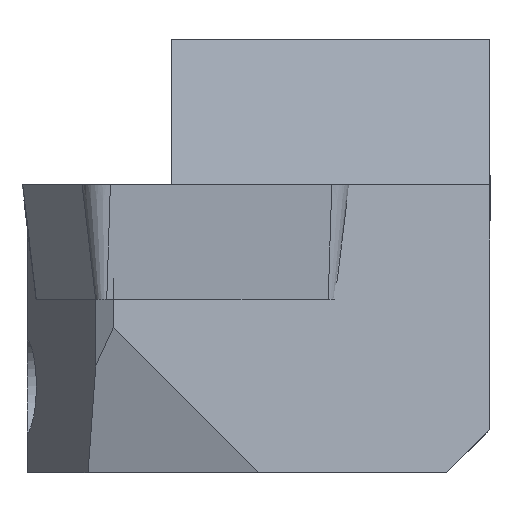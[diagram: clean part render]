
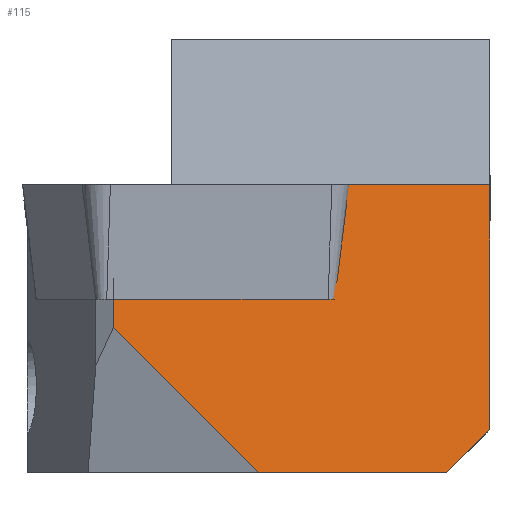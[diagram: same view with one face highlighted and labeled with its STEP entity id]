
A CAD part, left-side view. The second image highlights one B-rep face of the part: STEP entity #115.
In plain terms, the highlighted planar face has unit normal (-0.966, -0.259, 0).
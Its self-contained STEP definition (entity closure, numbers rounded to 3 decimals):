
#115=ADVANCED_FACE('',(#175),#152,.F.);
#152=PLANE('',#710);
#175=FACE_OUTER_BOUND('',#198,.T.);
#198=EDGE_LOOP('',(#272,#273,#274,#275,#276,#277));
#272=ORIENTED_EDGE('',*,*,#511,.T.);
#273=ORIENTED_EDGE('',*,*,#512,.F.);
#274=ORIENTED_EDGE('',*,*,#513,.T.);
#275=ORIENTED_EDGE('',*,*,#514,.T.);
#276=ORIENTED_EDGE('',*,*,#515,.F.);
#277=ORIENTED_EDGE('',*,*,#516,.T.);
#446=VERTEX_POINT('',#1001);
#447=VERTEX_POINT('',#1002);
#448=VERTEX_POINT('',#1004);
#449=VERTEX_POINT('',#1006);
#450=VERTEX_POINT('',#1008);
#451=VERTEX_POINT('',#1010);
#511=EDGE_CURVE('',#446,#447,#599,.T.);
#512=EDGE_CURVE('',#448,#447,#600,.T.);
#513=EDGE_CURVE('',#448,#449,#601,.T.);
#514=EDGE_CURVE('',#449,#450,#602,.T.);
#515=EDGE_CURVE('',#451,#450,#603,.T.);
#516=EDGE_CURVE('',#451,#446,#604,.T.);
#599=LINE('',#1000,#663);
#600=LINE('',#1003,#664);
#601=LINE('',#1005,#665);
#602=LINE('',#1007,#666);
#603=LINE('',#1009,#667);
#604=LINE('',#1011,#668);
#663=VECTOR('',#798,1.);
#664=VECTOR('',#799,1.);
#665=VECTOR('',#800,1.);
#666=VECTOR('',#801,1.);
#667=VECTOR('',#802,1.);
#668=VECTOR('',#803,1.);
#710=AXIS2_PLACEMENT_3D('',#1012,#804,#805);
#798=DIRECTION('',(0.,0.,-1.));
#799=DIRECTION('',(-0.186,0.695,0.695));
#800=DIRECTION('',(0.259,-0.966,0.));
#801=DIRECTION('',(0.186,-0.695,0.695));
#802=DIRECTION('',(0.,0.,-1.));
#803=DIRECTION('',(-0.259,0.966,0.));
#804=DIRECTION('',(0.966,0.259,0.));
#805=DIRECTION('',(-0.259,0.966,0.));
#1000=CARTESIAN_POINT('',(0.815,-0.879,5.03));
#1001=CARTESIAN_POINT('',(0.815,-0.879,-0.01));
#1002=CARTESIAN_POINT('',(0.815,-0.879,-4.953));
#1003=CARTESIAN_POINT('',(-0.543,4.19,0.115));
#1004=CARTESIAN_POINT('',(2.159,-5.896,-9.97));
#1005=CARTESIAN_POINT('',(0.685,-0.396,-9.97));
#1006=CARTESIAN_POINT('',(3.901,-12.396,-9.97));
#1007=CARTESIAN_POINT('',(4.303,-13.896,-8.47));
#1008=CARTESIAN_POINT('',(4.303,-13.896,-8.47));
#1009=CARTESIAN_POINT('',(4.303,-13.896,5.03));
#1010=CARTESIAN_POINT('',(4.303,-13.896,-0.01));
#1011=CARTESIAN_POINT('',(0.685,-0.396,-0.01));
#1012=CARTESIAN_POINT('',(0.685,-0.396,5.03));
